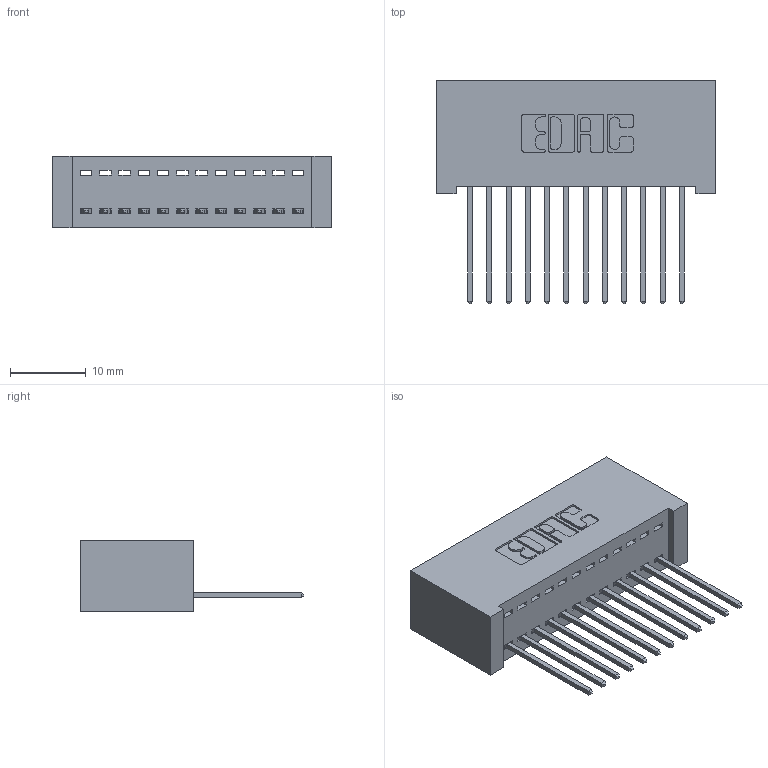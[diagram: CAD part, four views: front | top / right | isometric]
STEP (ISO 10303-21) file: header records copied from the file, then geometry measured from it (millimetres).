
FILE_DESCRIPTION (( 'STEP AP203' ), '1' );
FILE_NAME ('392-012-540-101.STEP', '2019-10-05T02:09:40', ( '' ), ( '' ), 'SwSTEP 2.0', 'SolidWorks 2016', '' );
FILE_SCHEMA (( 'CONFIG_CONTROL_DESIGN' ));
Length unit declared in the file: inch
Products named in the file (3): 342 Part_Lugless; 345-292-001_345-293-140; 392-012-540-101
Assembly tree (13 placements, depth 2):
  392-012-540-101
    342 Part_Lugless
    345-292-001_345-293-140  x12
Bounding box: 36.73 x 29.47 x 9.4 mm (x, y, z)
Volume: 3535.1 mm3; surface area: 5066.6 mm2
Topology: 13 solids, 13 shells, 798 faces, 2387 edges, 1574 vertices
Faces by surface type: plane 566, cylinder 232
Entity records: 10825 total; most frequent: CARTESIAN_POINT 1878, ORIENTED_EDGE 1826, DIRECTION 1637, EDGE_CURVE 913, LINE 793, VECTOR 793, VERTEX_POINT 606, AXIS2_PLACEMENT_3D 422
